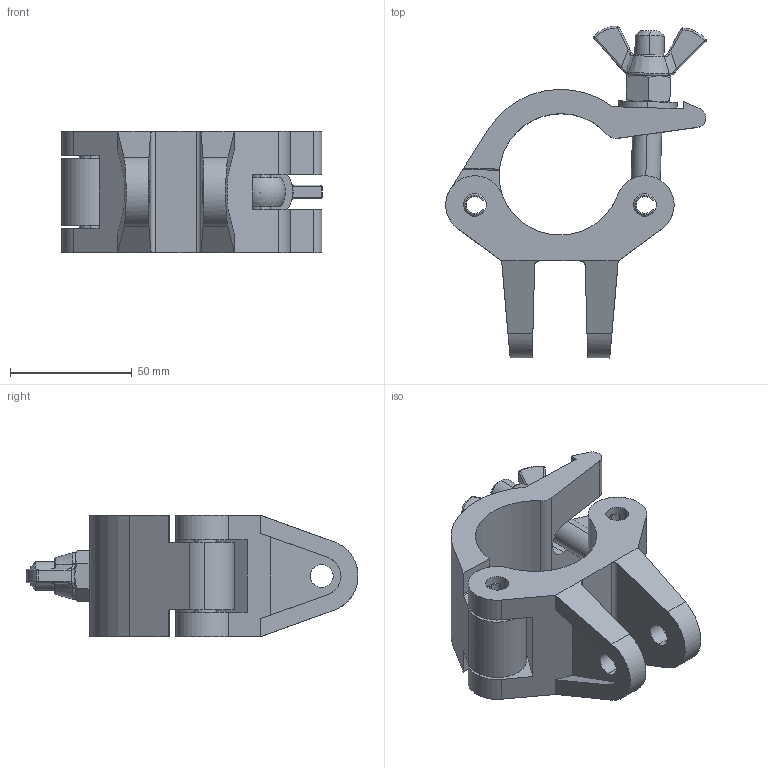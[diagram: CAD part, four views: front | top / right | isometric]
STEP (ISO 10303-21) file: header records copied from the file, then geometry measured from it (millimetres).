
FILE_DESCRIPTION (( 'STEP AP203' ), '1' );
FILE_NAME ('T58720.STEP', '2018-08-10T12:57:43', ( '' ), ( '' ), 'SwSTEP 2.0', 'SolidWorks 2016', '' );
FILE_SCHEMA (( 'CONFIG_CONTROL_DESIGN' ));
Length unit declared in the file: millimetre
Products named in the file (10): TH566; A Washer_Bright washer BS 4320 - M12 (Form A); TH2001_TH2001 - 50MM WIDE; T58720; TH152; TH157_TH157; F790; T78000; Hex Nut Style 1 GradeAB_Doughty Fastners_Hexagon Nut ISO - 4032 - M12 - D - S; F883_DIN 315-M12-GT-C-N
Assembly tree (10 placements, depth 3):
  T58720
    TH152
    TH157_TH157
      TH2001_TH2001 - 50MM WIDE
    T78000
      TH566
      A Washer_Bright washer BS 4320 - M12 (Form A)
      Hex Nut Style 1 GradeAB_Doughty Fastners_Hexagon Nut ISO - 4032 - M12 - D - S
      F883_DIN 315-M12-GT-C-N
    F790  x2
Bounding box: 107.22 x 136.63 x 50 mm (x, y, z)
Volume: 171216.9 mm3; surface area: 53782.5 mm2
Topology: 8 solids, 8 shells, 277 faces, 654 edges, 384 vertices
Faces by surface type: cylinder 95, plane 71, cone 64, bspline 28, sphere 11, torus 8
Entity records: 9084 total; most frequent: CARTESIAN_POINT 2176, DIRECTION 1253, ORIENTED_EDGE 1210, EDGE_CURVE 605, AXIS2_PLACEMENT_3D 499, VERTEX_POINT 358, EDGE_LOOP 283, FACE_OUTER_BOUND 261
